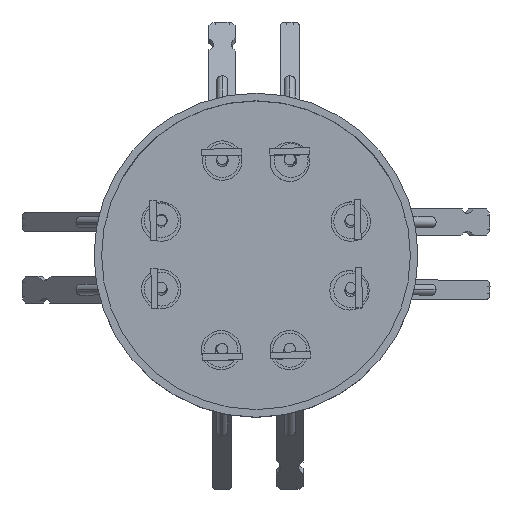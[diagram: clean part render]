
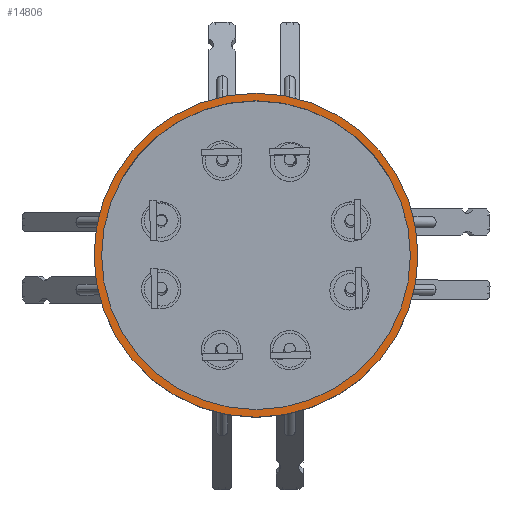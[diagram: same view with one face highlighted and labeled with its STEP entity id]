
A CAD part, top view. The second image highlights one B-rep face of the part: STEP entity #14806.
In plain terms, the highlighted planar face has unit normal (0, 0, 1).
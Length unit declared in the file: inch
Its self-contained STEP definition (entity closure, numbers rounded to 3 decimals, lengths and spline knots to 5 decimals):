
#2156 = EDGE_CURVE ( 'NONE', #15891, #15892, #9272, .T. ) ;
#2924 = AXIS2_PLACEMENT_3D ( 'NONE', #7811, #7818, #7819 ) ;
#3141 = CARTESIAN_POINT ( 'NONE',  ( 0., 0., 0.5 ) ) ;
#3142 = DIRECTION ( 'NONE',  ( 0., 0., -1. ) ) ;
#3143 = DIRECTION ( 'NONE',  ( -1., 0., 0. ) ) ;
#4106 = ORIENTED_EDGE ( 'NONE', *, *, #16411, .T. ) ;
#4107 = ORIENTED_EDGE ( 'NONE', *, *, #2156, .T. ) ;
#4108 = ORIENTED_EDGE ( 'NONE', *, *, #16420, .F. ) ;
#4109 = ORIENTED_EDGE ( 'NONE', *, *, #6643, .F. ) ;
#6643 = EDGE_CURVE ( 'NONE', #16950, #16141, #10275, .T. ) ;
#7076 = CARTESIAN_POINT ( 'NONE',  ( -0.7485, 0., 0.5 ) ) ;
#7811 = CARTESIAN_POINT ( 'NONE',  ( 0., 0., 0.5 ) ) ;
#7814 = FACE_OUTER_BOUND ( 'NONE', #12344, .T. ) ;
#7815 = FACE_BOUND ( 'NONE', #12340, .T. ) ;
#7816 = PLANE ( 'NONE',  #2924 ) ;
#7818 = DIRECTION ( 'NONE',  ( 0., 0., 1. ) ) ;
#7819 = DIRECTION ( 'NONE',  ( 1., 0., 0. ) ) ;
#7924 = CARTESIAN_POINT ( 'NONE',  ( 0.7135, 0., 0.5 ) ) ;
#7928 = CARTESIAN_POINT ( 'NONE',  ( -0.7135, 0., 0.5 ) ) ;
#8343 = CARTESIAN_POINT ( 'NONE',  ( 0.7485, 0., 0.5 ) ) ;
#9268 = AXIS2_PLACEMENT_3D ( 'NONE', #15388, #15389, #15390 ) ;
#9272 = CIRCLE ( 'NONE', #9268, 0.7135 ) ;
#10274 = AXIS2_PLACEMENT_3D ( 'NONE', #3141, #3142, #3143 ) ;
#10275 = CIRCLE ( 'NONE', #10274, 0.7485 ) ;
#12340 = EDGE_LOOP ( 'NONE', ( #4107, #4106 ) ) ;
#12344 = EDGE_LOOP ( 'NONE', ( #4109, #4108 ) ) ;
#14305 = CARTESIAN_POINT ( 'NONE',  ( 0., 0., 0.5 ) ) ;
#14306 = DIRECTION ( 'NONE',  ( 0., 0., -1. ) ) ;
#14307 = DIRECTION ( 'NONE',  ( 1., 0., 0. ) ) ;
#14332 = CARTESIAN_POINT ( 'NONE',  ( 0., 0., 0.5 ) ) ;
#14333 = DIRECTION ( 'NONE',  ( 0., 0., -1. ) ) ;
#14334 = DIRECTION ( 'NONE',  ( -1., 0., 0. ) ) ;
#14806 = ADVANCED_FACE ( 'NONE', ( #7814, #7815 ), #7816, .T. ) ;
#15388 = CARTESIAN_POINT ( 'NONE',  ( 0., 0., 0.5 ) ) ;
#15389 = DIRECTION ( 'NONE',  ( 0., 0., -1. ) ) ;
#15390 = DIRECTION ( 'NONE',  ( 1., 0., 0. ) ) ;
#15891 = VERTEX_POINT ( 'NONE', #7924 ) ;
#15892 = VERTEX_POINT ( 'NONE', #7928 ) ;
#16141 = VERTEX_POINT ( 'NONE', #8343 ) ;
#16411 = EDGE_CURVE ( 'NONE', #15892, #15891, #16569, .T. ) ;
#16420 = EDGE_CURVE ( 'NONE', #16141, #16950, #16587, .T. ) ;
#16569 = CIRCLE ( 'NONE', #16572, 0.7135 ) ;
#16572 = AXIS2_PLACEMENT_3D ( 'NONE', #14305, #14306, #14307 ) ;
#16587 = CIRCLE ( 'NONE', #16590, 0.7485 ) ;
#16590 = AXIS2_PLACEMENT_3D ( 'NONE', #14332, #14333, #14334 ) ;
#16950 = VERTEX_POINT ( 'NONE', #7076 ) ;
